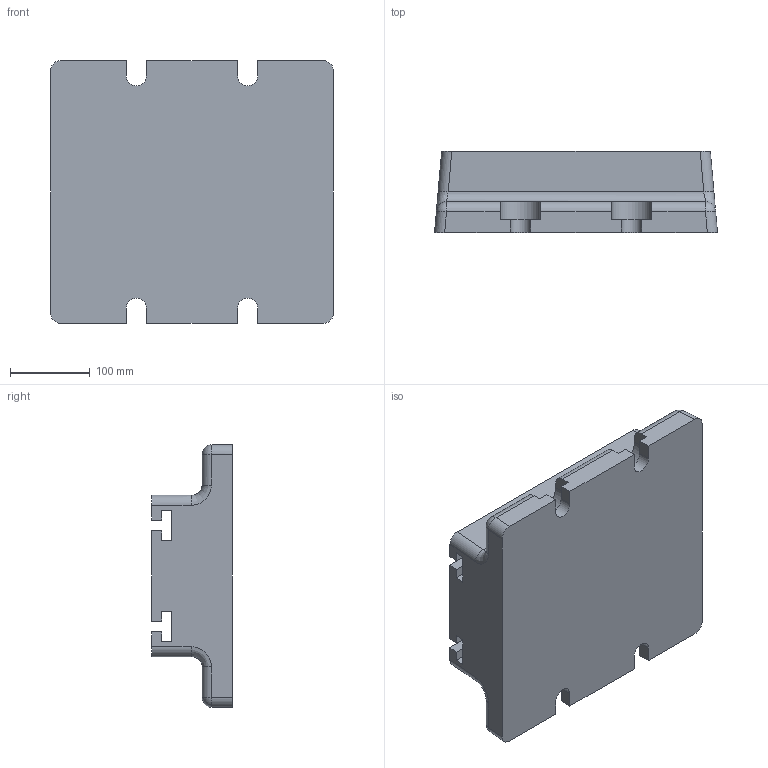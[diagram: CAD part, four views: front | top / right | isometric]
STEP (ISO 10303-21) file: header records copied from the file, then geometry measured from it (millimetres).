
FILE_DESCRIPTION(('produced by SPATIAL CORP'),'2;1');
FILE_NAME( 'clamp_base.prt.hh.sat.stp','2002-04-19T13:32:50+00:00',('SPATIAL CORP'),('SPATIAL CORP' ),'ACIS STEP Husk','http://www.spatial.com','SPATIAL CORP');
FILE_SCHEMA(('CONFIG_CONTROL_DESIGN'));
Length unit declared in the file: millimetre
Products named in the file (1): PRODUCT_ID_1
Bounding box: 355.6 x 101.6 x 330.2 mm (x, y, z)
Volume: 8180011.4 mm3; surface area: 410903.1 mm2
Topology: 1 solids, 1 shells, 86 faces, 236 edges, 148 vertices
Faces by surface type: plane 50, cylinder 28, sphere 4, bspline 4
Entity records: 5113 total; most frequent: CARTESIAN_POINT 2878, ORIENTED_EDGE 464, DIRECTION 424, EDGE_CURVE 232, VECTOR 172, LINE 172, VERTEX_POINT 148, AXIS2_PLACEMENT_3D 126
